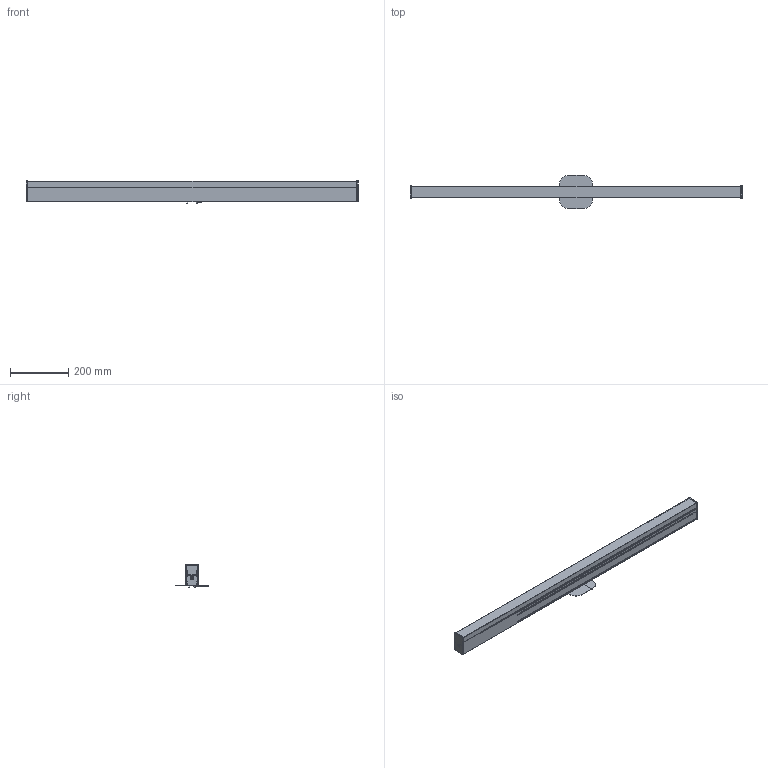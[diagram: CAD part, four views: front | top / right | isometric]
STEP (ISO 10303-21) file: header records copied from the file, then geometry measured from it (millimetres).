
FILE_DESCRIPTION (( 'STEP AP203' ), '1' );
FILE_NAME ('USC-RDLB4SXXX_C-LEDBAR 4FT WALL_CEIL LED.STEP', '2022-01-04T22:57:04', ( '' ), ( '' ), 'SwSTEP 2.0', 'SolidWorks 2012', '' );
FILE_SCHEMA (( 'CONFIG_CONTROL_DESIGN' ));
Length unit declared in the file: inch
Products named in the file (12): MY103-11589-S24_C-LEDBAR EXT 2GEN 4FT MACH_MODEL; X312-12835_--PEM STUD SELF-CLINCHING ZP 8-32 X 1_4IN; S102-11025-S09_C-LEDBAR BACKPLATE 45 W PEM_MODEL; Y102-11025-S09_C-LEDBAR BACKPLATE 45; CY202-10998-S24_C-LEDBAR DIFFUSER SQUARE 2GEN 4FT CUT; Y102-11026_A-LEDBAR ROUND WALL CANOPY; Y101-11003_B-LEDBAR END CAP SQUARE UNFINISHED; USC-RDLB4SXXX_C-LEDBAR 4FT WALL_CEIL LED; SA01-11100-PXXX_A-LEDBAR PARTS BAG ROUND_MODEL; USC-X312-00030_--SCREW MACH ST-B PH _2 ZP 6-18 X 1_4_; X315-11127_--HEX L-KEY 5_64IN 2INL
Assembly tree (13 placements, depth 3):
  USC-RDLB4SXXX_C-LEDBAR 4FT WALL_CEIL LED
    S102-11025-S09_C-LEDBAR BACKPLATE 45 W PEM_MODEL
      Y102-11025-S09_C-LEDBAR BACKPLATE 45
      X312-12835_--PEM STUD SELF-CLINCHING ZP 8-32 X 1_4IN
    MY103-11589-S24_C-LEDBAR EXT 2GEN 4FT MACH_MODEL
      MY103-11589-S24_C-LEDBAR EXT 2GEN 4FT MACH_MODEL
    CY202-10998-S24_C-LEDBAR DIFFUSER SQUARE 2GEN 4FT CUT
    Y101-11003_B-LEDBAR END CAP SQUARE UNFINISHED  x2
    SA01-11100-PXXX_A-LEDBAR PARTS BAG ROUND_MODEL
      Y102-11026_A-LEDBAR ROUND WALL CANOPY
      USC-X312-00030_--SCREW MACH ST-B PH _2 ZP 6-18 X 1_4_  x2
      X315-11127_--HEX L-KEY 5_64IN 2INL
Bounding box: 1144.44 x 114.3 x 77.04 mm (x, y, z)
Volume: 527981.6 mm3; surface area: 670613.4 mm2
Topology: 10 solids, 10 shells, 759 faces, 1965 edges, 1223 vertices
Faces by surface type: cylinder 341, plane 254, bspline 86, cone 62, torus 16
Entity records: 23919 total; most frequent: CARTESIAN_POINT 7687, DIRECTION 3176, ORIENTED_EDGE 3102, EDGE_CURVE 1551, AXIS2_PLACEMENT_3D 1166, VERTEX_POINT 993, LINE 844, VECTOR 844
